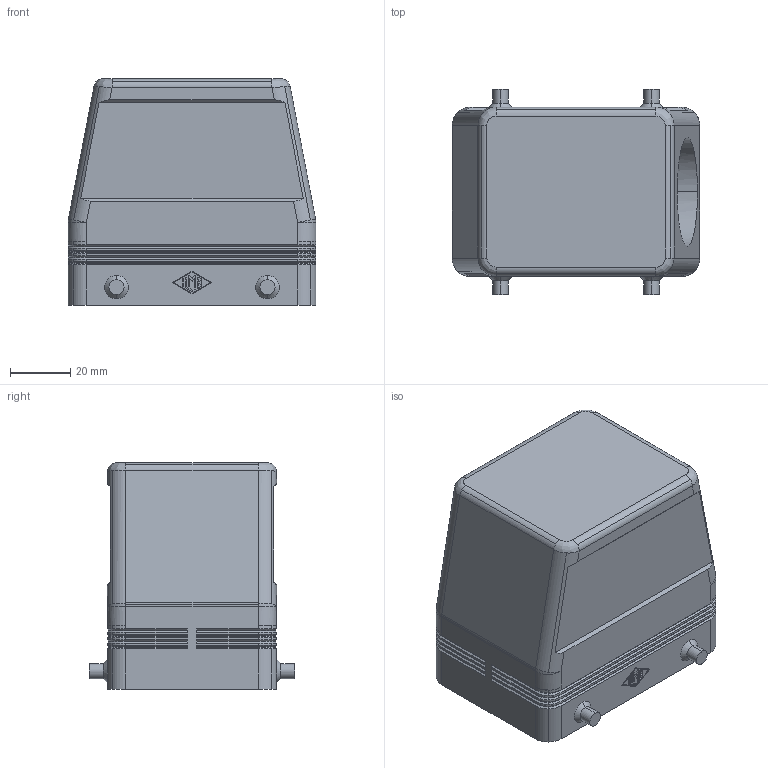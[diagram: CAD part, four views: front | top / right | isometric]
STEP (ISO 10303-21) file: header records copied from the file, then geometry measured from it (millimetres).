
FILE_DESCRIPTION((''),'2;1');
FILE_NAME('MFO 50.25.stp','2006-12-13T22:20:36',('gembarski'),(''),'Autodesk Inventor 7','Autodesk Inventor 7','');
FILE_SCHEMA(('AUTOMOTIVE_DESIGN { 1 0 10303 214 1 1 1 1 }'));
Length unit declared in the file: millimetre
Products named in the file (1): MFO 50.25
Bounding box: 82 x 68 x 75 mm (x, y, z)
Volume: 72241.4 mm3; surface area: 44812.9 mm2
Topology: 1 solids, 1 shells, 447 faces, 1057 edges, 638 vertices
Faces by surface type: plane 170, cylinder 128, bspline 77, cone 68, sphere 4
Entity records: 13382 total; most frequent: CARTESIAN_POINT 3106, DIRECTION 2159, ORIENTED_EDGE 2114, EDGE_CURVE 1057, AXIS2_PLACEMENT_3D 743, VECTOR 673, LINE 673, VERTEX_POINT 638
